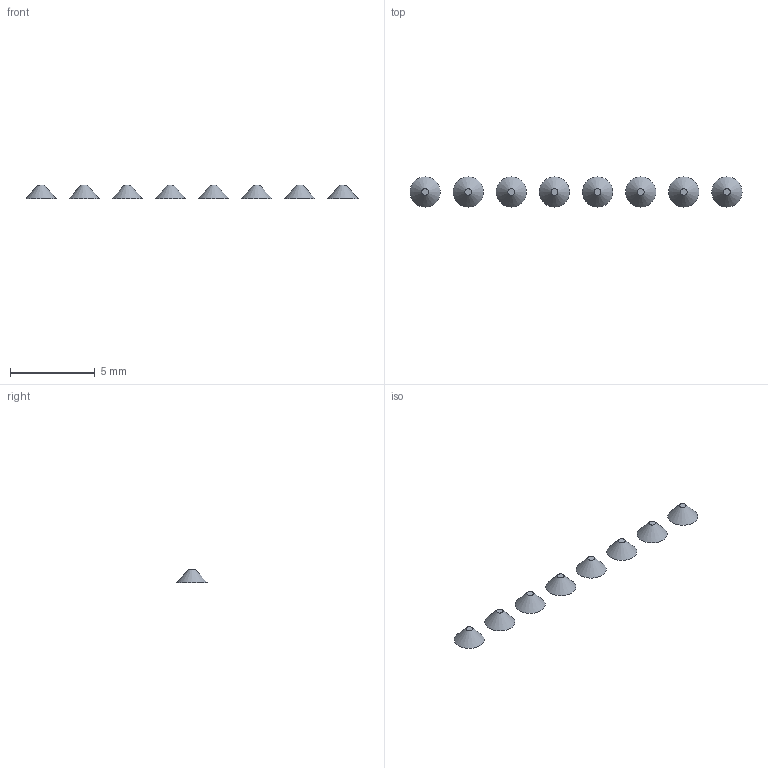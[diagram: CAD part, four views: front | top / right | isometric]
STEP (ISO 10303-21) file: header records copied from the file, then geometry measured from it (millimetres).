
FILE_DESCRIPTION(('FreeCAD Model'),'2;1');
FILE_NAME('Open CASCADE Shape Model','2024-01-11T20:14:27',(''),(''), 'Open CASCADE STEP processor 7.6','FreeCAD','Unknown');
FILE_SCHEMA(('AUTOMOTIVE_DESIGN { 1 0 10303 214 1 1 1 1 }'));
Length unit declared in the file: millimetre
Products named in the file (2): Solder-array; Solder
Assembly tree (8 placements, depth 2):
  Solder-array
    Solder  x8
Bounding box: 19.56 x 1.78 x 0.8 mm (x, y, z)
Volume: 6.8 mm3; surface area: 49.9 mm2
Topology: 8 solids, 8 shells, 24 faces, 24 edges, 16 vertices
Faces by surface type: plane 16, cone 8
Entity records: 155 total; most frequent: DIRECTION 29, CARTESIAN_POINT 17, AXIS2_PLACEMENT_3D 14, PRODUCT_DEFINITION_SHAPE 10, CONTEXT_DEPENDENT_SHAPE_REPRESENTATION 8, ITEM_DEFINED_TRANSFORMATION 8, NEXT_ASSEMBLY_USAGE_OCCURRENCE 8, ORIENTED_EDGE 6
